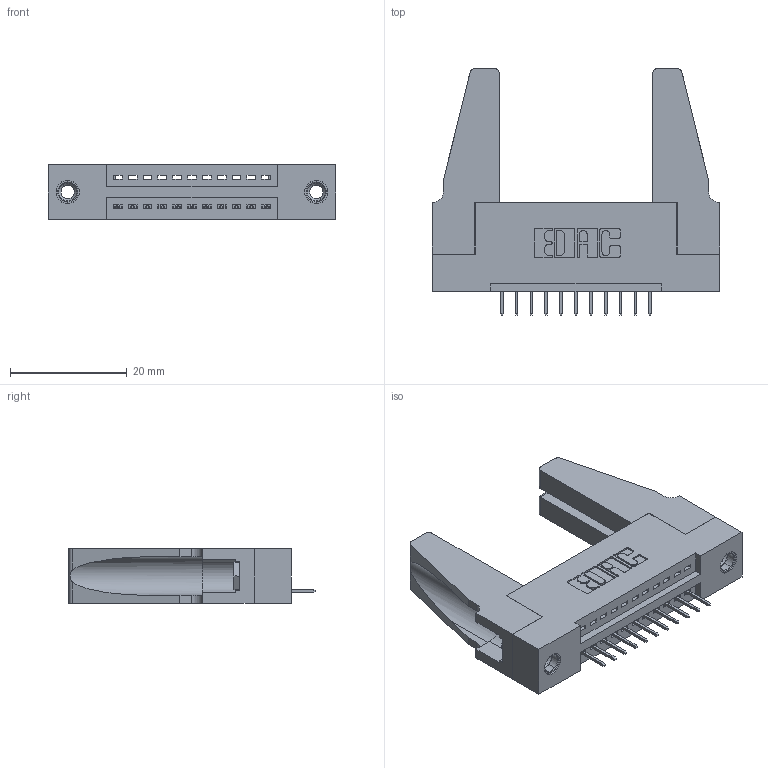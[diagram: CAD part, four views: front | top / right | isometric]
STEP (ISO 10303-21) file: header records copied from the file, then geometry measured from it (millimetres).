
FILE_DESCRIPTION (( 'STEP AP203' ), '1' );
FILE_NAME ('345-011-524-188.STEP', '2019-10-03T23:38:33', ( '' ), ( '' ), 'SwSTEP 2.0', 'SolidWorks 2016', '' );
FILE_SCHEMA (( 'CONFIG_CONTROL_DESIGN' ));
Length unit declared in the file: inch
Products named in the file (5): 345-292-001_345-293-124; 345-220-078_345-220-088; 345-011-524-188; 345-250-001_345-250-001-102; 345 Part_Flush Mounting Lugs - 0.156 Dia-TH
Assembly tree (16 placements, depth 2):
  345-011-524-188
    345 Part_Flush Mounting Lugs - 0.156 Dia-TH
    345-292-001_345-293-124  x11
    345-250-001_345-250-001-102  x2
    345-220-078_345-220-088  x2
Bounding box: 49.17 x 42.21 x 9.4 mm (x, y, z)
Volume: 7625.7 mm3; surface area: 8380.6 mm2
Topology: 16 solids, 16 shells, 932 faces, 2635 edges, 1702 vertices
Faces by surface type: plane 658, cylinder 258, cone 12, torus 4
Entity records: 14674 total; most frequent: CARTESIAN_POINT 2531, ORIENTED_EDGE 2436, DIRECTION 2264, EDGE_CURVE 1218, LINE 1004, VECTOR 1004, VERTEX_POINT 802, AXIS2_PLACEMENT_3D 630
